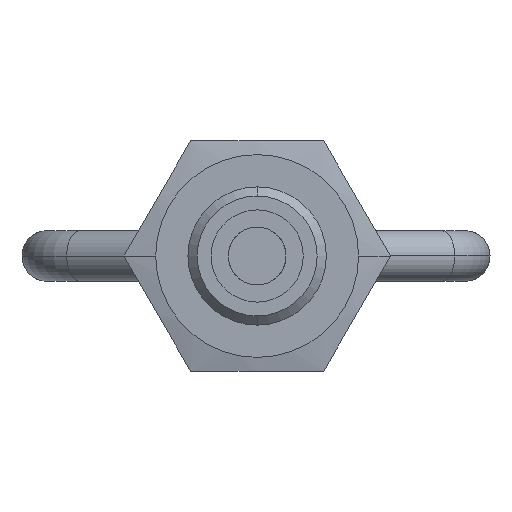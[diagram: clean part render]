
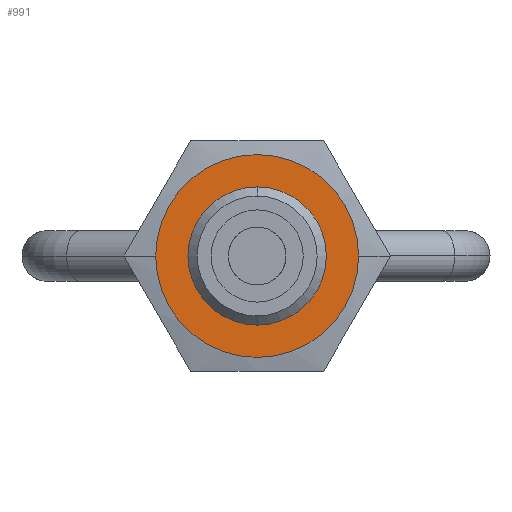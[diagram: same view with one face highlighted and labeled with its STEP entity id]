
A CAD part, left-side view. The second image highlights one B-rep face of the part: STEP entity #991.
In plain terms, the highlighted planar face has unit normal (-1, 0, 0).
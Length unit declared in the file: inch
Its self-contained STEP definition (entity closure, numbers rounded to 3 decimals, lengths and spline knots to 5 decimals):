
#11 = CARTESIAN_POINT ( 'NONE',  ( 0.27559, -0.17323, 0. ) ) ;
#202 = ORIENTED_EDGE ( 'NONE', *, *, #644, .F. ) ;
#282 = DIRECTION ( 'NONE',  ( -1., 0., 0. ) ) ;
#496 = DIRECTION ( 'NONE',  ( 0., -1., 0. ) ) ;
#505 = DIRECTION ( 'NONE',  ( 1., 0., 0. ) ) ;
#511 = CARTESIAN_POINT ( 'NONE',  ( 0.27559, 0., 0. ) ) ;
#535 = EDGE_LOOP ( 'NONE', ( #202, #1069 ) ) ;
#562 = CARTESIAN_POINT ( 'NONE',  ( 0.27559, 0., -0.11811 ) ) ;
#644 = EDGE_CURVE ( 'NONE', #830, #2039, #2076, .T. ) ;
#785 = CIRCLE ( 'NONE', #1593, 0.11811 ) ;
#830 = VERTEX_POINT ( 'NONE', #11 ) ;
#840 = EDGE_LOOP ( 'NONE', ( #2265, #1458 ) ) ;
#946 = VERTEX_POINT ( 'NONE', #1685 ) ;
#991 = ADVANCED_FACE ( 'NONE', ( #1606, #1584 ), #1824, .F. ) ;
#1069 = ORIENTED_EDGE ( 'NONE', *, *, #1487, .F. ) ;
#1220 = CIRCLE ( 'NONE', #1809, 0.11811 ) ;
#1380 = DIRECTION ( 'NONE',  ( 0., 1., 0. ) ) ;
#1396 = DIRECTION ( 'NONE',  ( -1., 0., 0. ) ) ;
#1406 = CARTESIAN_POINT ( 'NONE',  ( 0.27559, 0., 0. ) ) ;
#1458 = ORIENTED_EDGE ( 'NONE', *, *, #1884, .F. ) ;
#1469 = VERTEX_POINT ( 'NONE', #562 ) ;
#1487 = EDGE_CURVE ( 'NONE', #2039, #830, #1705, .T. ) ;
#1509 = EDGE_CURVE ( 'NONE', #946, #1469, #1220, .T. ) ;
#1584 = FACE_OUTER_BOUND ( 'NONE', #535, .T. ) ;
#1593 = AXIS2_PLACEMENT_3D ( 'NONE', #1406, #1396, #1380 ) ;
#1606 = FACE_BOUND ( 'NONE', #840, .T. ) ;
#1685 = CARTESIAN_POINT ( 'NONE',  ( 0.27559, 0., 0.11811 ) ) ;
#1705 = CIRCLE ( 'NONE', #1815, 0.17323 ) ;
#1809 = AXIS2_PLACEMENT_3D ( 'NONE', #2328, #282, #2447 ) ;
#1815 = AXIS2_PLACEMENT_3D ( 'NONE', #2400, #2433, #2391 ) ;
#1824 = PLANE ( 'NONE',  #2036 ) ;
#1853 = CARTESIAN_POINT ( 'NONE',  ( 0.27559, -0.11365, -0.19685 ) ) ;
#1883 = DIRECTION ( 'NONE',  ( 1., 0., 0. ) ) ;
#1884 = EDGE_CURVE ( 'NONE', #1469, #946, #785, .T. ) ;
#1890 = DIRECTION ( 'NONE',  ( 0., -1., 0. ) ) ;
#2036 = AXIS2_PLACEMENT_3D ( 'NONE', #1853, #1883, #1890 ) ;
#2039 = VERTEX_POINT ( 'NONE', #2325 ) ;
#2076 = CIRCLE ( 'NONE', #2317, 0.17323 ) ;
#2265 = ORIENTED_EDGE ( 'NONE', *, *, #1509, .F. ) ;
#2317 = AXIS2_PLACEMENT_3D ( 'NONE', #511, #505, #496 ) ;
#2325 = CARTESIAN_POINT ( 'NONE',  ( 0.27559, 0.17323, 0. ) ) ;
#2328 = CARTESIAN_POINT ( 'NONE',  ( 0.27559, 0., 0. ) ) ;
#2391 = DIRECTION ( 'NONE',  ( 0., -1., 0. ) ) ;
#2400 = CARTESIAN_POINT ( 'NONE',  ( 0.27559, 0., 0. ) ) ;
#2433 = DIRECTION ( 'NONE',  ( 1., 0., 0. ) ) ;
#2447 = DIRECTION ( 'NONE',  ( 0., 1., 0. ) ) ;
